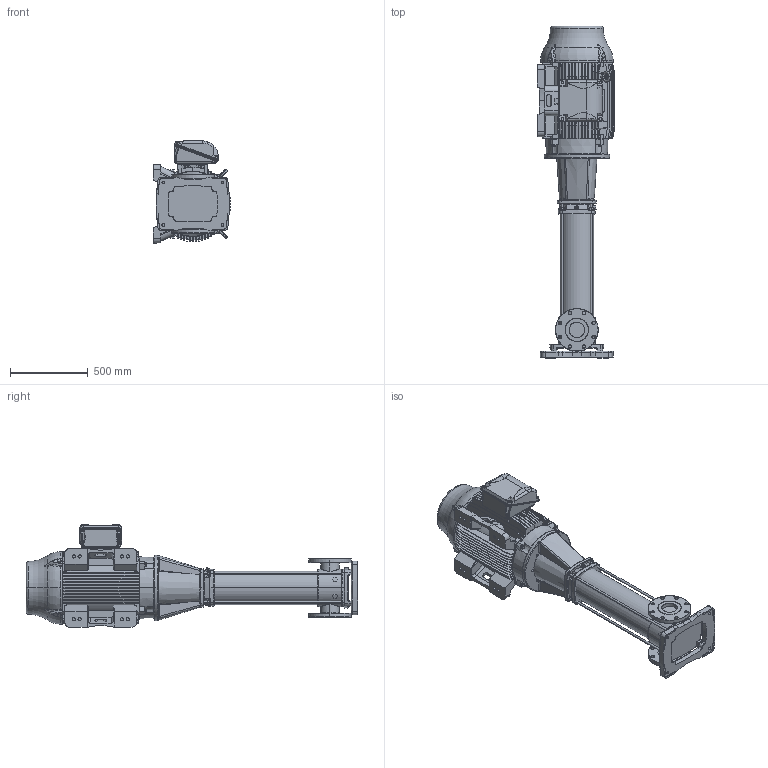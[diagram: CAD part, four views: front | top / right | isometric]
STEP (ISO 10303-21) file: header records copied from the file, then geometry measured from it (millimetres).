
FILE_DESCRIPTION (( 'STEP AP203' ), '1' );
FILE_NAME ('3350174 - MVI-750-4_2-100 HP-405TSC-304-E-575~3.step', '2022-03-31T15:59:41', ( '' ), ( '' ), 'SwSTEP 2.0', 'SolidWorks 2021', '' );
FILE_SCHEMA (( 'CONFIG_CONTROL_DESIGN' ));
Length unit declared in the file: inch
Products named in the file (5): 3350174 - MVI-750-4_2-100 HP-405TSC-304-E-575~3; SBI(N)150-4-2; TEFC MOTOR_3329577 - NEMA V2 100HP 404_5TSC 575~3 TEFC; MVI PEO - [304-EPDM]_3304174 - MVI-750-4_2-100 HP-405TSC-304-E-S; 3329577 - NEMA V2 100HP 404_5TSC 575~3 TEFC
Assembly tree (4 placements, depth 3):
  3350174 - MVI-750-4_2-100 HP-405TSC-304-E-575~3
    MVI PEO - [304-EPDM]_3304174 - MVI-750-4_2-100 HP-405TSC-304-E-S
      SBI(N)150-4-2
    TEFC MOTOR_3329577 - NEMA V2 100HP 404_5TSC 575~3 TEFC
      3329577 - NEMA V2 100HP 404_5TSC 575~3 TEFC
Bounding box: 497 x 2141.65 x 659.31 mm (x, y, z)
Volume: 197244571.1 mm3; surface area: 7277985.4 mm2
Topology: 20 solids, 48 shells, 3692 faces, 9650 edges, 6141 vertices
Faces by surface type: plane 1464, cone 857, cylinder 677, bspline 639, torus 45, sphere 10
Entity records: 195944 total; most frequent: CARTESIAN_POINT 110914, ORIENTED_EDGE 19136, DIRECTION 15590, EDGE_CURVE 9568, VERTEX_POINT 6138, AXIS2_PLACEMENT_3D 5774, VECTOR 4042, LINE 4042
